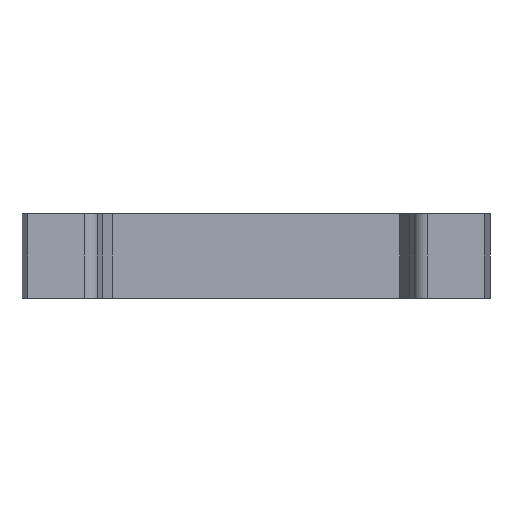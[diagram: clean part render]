
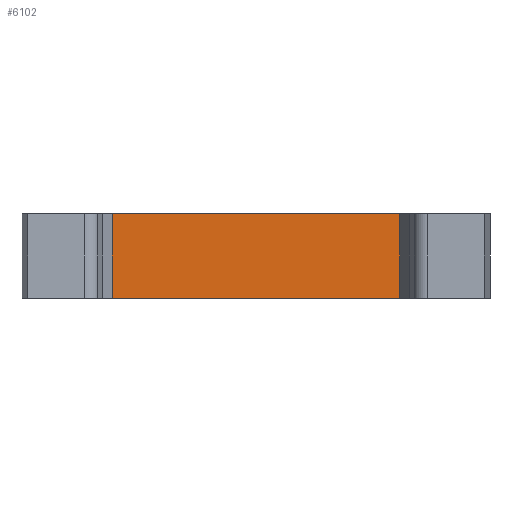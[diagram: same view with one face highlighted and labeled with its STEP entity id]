
A CAD part, front view. The second image highlights one B-rep face of the part: STEP entity #6102.
In plain terms, the highlighted planar face has unit normal (0, -1, 0).
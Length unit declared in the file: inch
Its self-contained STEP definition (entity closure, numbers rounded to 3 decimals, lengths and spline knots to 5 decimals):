
#1298 = ORIENTED_EDGE ( 'NONE', *, *, #10275, .T. ) ;
#1377 = DIRECTION ( 'NONE',  ( 0., 0., -1. ) ) ;
#1425 = LINE ( 'NONE', #3741, #5606 ) ;
#2538 = ORIENTED_EDGE ( 'NONE', *, *, #12294, .F. ) ;
#3121 = VERTEX_POINT ( 'NONE', #12462 ) ;
#3741 = CARTESIAN_POINT ( 'NONE',  ( 0.60617, 0., 0.17717 ) ) ;
#4200 = PLANE ( 'NONE',  #4676 ) ;
#4676 = AXIS2_PLACEMENT_3D ( 'NONE', #5367, #12069, #12113 ) ;
#4754 = LINE ( 'NONE', #6747, #8791 ) ;
#4831 = EDGE_CURVE ( 'NONE', #3121, #11348, #4754, .T. ) ;
#5266 = DIRECTION ( 'NONE',  ( 1., 0., 0. ) ) ;
#5367 = CARTESIAN_POINT ( 'NONE',  ( -0.60617, 0., 0.17717 ) ) ;
#5606 = VECTOR ( 'NONE', #1377, 39.37008 ) ;
#5666 = DIRECTION ( 'NONE',  ( 0., 0., 1. ) ) ;
#6102 = ADVANCED_FACE ( 'NONE', ( #7143 ), #4200, .F. ) ;
#6649 = VERTEX_POINT ( 'NONE', #13161 ) ;
#6747 = CARTESIAN_POINT ( 'NONE',  ( -0.60617, 0., 0.17717 ) ) ;
#7143 = FACE_OUTER_BOUND ( 'NONE', #11612, .T. ) ;
#7178 = CARTESIAN_POINT ( 'NONE',  ( -0.60617, 0., 0.17717 ) ) ;
#8371 = LINE ( 'NONE', #10969, #11926 ) ;
#8791 = VECTOR ( 'NONE', #5666, 39.37008 ) ;
#9616 = EDGE_CURVE ( 'NONE', #11653, #6649, #1425, .T. ) ;
#10189 = ORIENTED_EDGE ( 'NONE', *, *, #4831, .F. ) ;
#10275 = EDGE_CURVE ( 'NONE', #3121, #6649, #8371, .T. ) ;
#10969 = CARTESIAN_POINT ( 'NONE',  ( -0.68913, 0., -0.17717 ) ) ;
#11198 = CARTESIAN_POINT ( 'NONE',  ( -0.60617, 0., 0.17717 ) ) ;
#11348 = VERTEX_POINT ( 'NONE', #11198 ) ;
#11612 = EDGE_LOOP ( 'NONE', ( #2538, #10189, #1298, #11902 ) ) ;
#11653 = VERTEX_POINT ( 'NONE', #12944 ) ;
#11902 = ORIENTED_EDGE ( 'NONE', *, *, #9616, .F. ) ;
#11926 = VECTOR ( 'NONE', #5266, 39.37008 ) ;
#12069 = DIRECTION ( 'NONE',  ( 0., 1., 0. ) ) ;
#12113 = DIRECTION ( 'NONE',  ( 0., 0., 1. ) ) ;
#12294 = EDGE_CURVE ( 'NONE', #11348, #11653, #14412, .T. ) ;
#12315 = VECTOR ( 'NONE', #13952, 39.37008 ) ;
#12462 = CARTESIAN_POINT ( 'NONE',  ( -0.60617, 0., -0.17717 ) ) ;
#12944 = CARTESIAN_POINT ( 'NONE',  ( 0.60617, 0., 0.17717 ) ) ;
#13161 = CARTESIAN_POINT ( 'NONE',  ( 0.60617, 0., -0.17717 ) ) ;
#13952 = DIRECTION ( 'NONE',  ( 1., 0., 0. ) ) ;
#14412 = LINE ( 'NONE', #7178, #12315 ) ;
